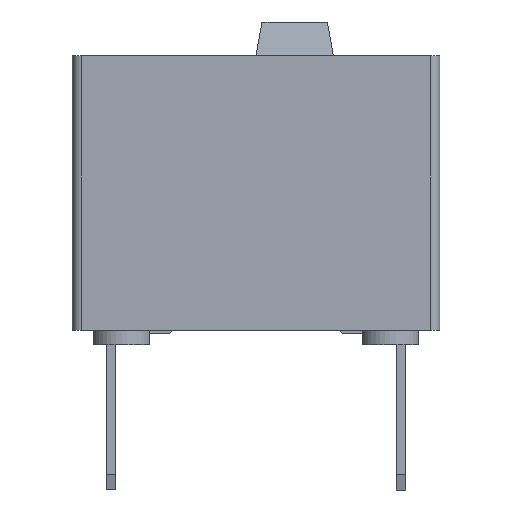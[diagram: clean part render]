
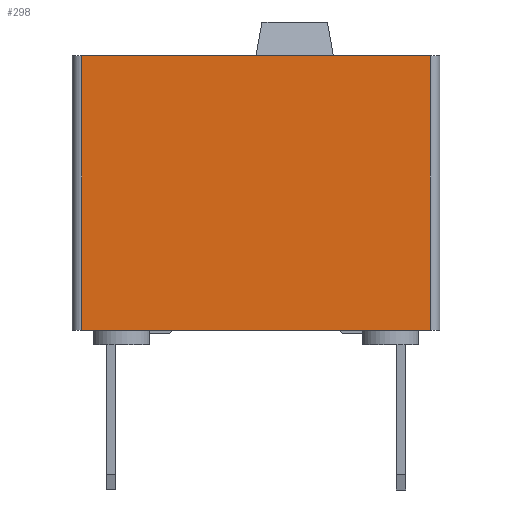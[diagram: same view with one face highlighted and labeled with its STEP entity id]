
A CAD part, left-side view. The second image highlights one B-rep face of the part: STEP entity #298.
In plain terms, the highlighted planar face has unit normal (-1, 0, 0).
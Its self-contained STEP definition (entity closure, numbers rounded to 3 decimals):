
#51 = EDGE_CURVE ( 'NONE', #6516, #4660, #7669, .T. ) ;
#144 = DIRECTION ( 'NONE',  ( 0., 0., 1. ) ) ;
#178 = ORIENTED_EDGE ( 'NONE', *, *, #7339, .T. ) ;
#298 = ADVANCED_FACE ( 'NONE', ( #5259 ), #8652, .T. ) ;
#343 = VERTEX_POINT ( 'NONE', #4140 ) ;
#368 = CARTESIAN_POINT ( 'NONE',  ( 0., -0.25, -7.219 ) ) ;
#417 = CARTESIAN_POINT ( 'NONE',  ( 0., -9.402, -7.219 ) ) ;
#1491 = VECTOR ( 'NONE', #1584, 1000. ) ;
#1584 = DIRECTION ( 'NONE',  ( 0., -1., 0. ) ) ;
#1665 = ORIENTED_EDGE ( 'NONE', *, *, #9239, .T. ) ;
#1673 = CARTESIAN_POINT ( 'NONE',  ( 0., -9.402, 0. ) ) ;
#2193 = EDGE_CURVE ( 'NONE', #6516, #5584, #10022, .T. ) ;
#2272 = VERTEX_POINT ( 'NONE', #3329 ) ;
#2412 = CARTESIAN_POINT ( 'NONE',  ( 0., -0.25, -7.219 ) ) ;
#2555 = AXIS2_PLACEMENT_3D ( 'NONE', #7827, #3655, #7878 ) ;
#2939 = ORIENTED_EDGE ( 'NONE', *, *, #9381, .T. ) ;
#3329 = CARTESIAN_POINT ( 'NONE',  ( 0., -8.357, -7.219 ) ) ;
#3500 = ORIENTED_EDGE ( 'NONE', *, *, #51, .F. ) ;
#3655 = DIRECTION ( 'NONE',  ( -1., 0., 0. ) ) ;
#3891 = DIRECTION ( 'NONE',  ( 0., -1., 0. ) ) ;
#3925 = EDGE_CURVE ( 'NONE', #4660, #5405, #9834, .T. ) ;
#4140 = CARTESIAN_POINT ( 'NONE',  ( 0., -9.402, -7.219 ) ) ;
#4660 = VERTEX_POINT ( 'NONE', #9452 ) ;
#4721 = DIRECTION ( 'NONE',  ( 0., -1., 0. ) ) ;
#4793 = VECTOR ( 'NONE', #6337, 1000. ) ;
#4944 = VECTOR ( 'NONE', #9545, 1000. ) ;
#5040 = EDGE_LOOP ( 'NONE', ( #7705, #3500, #5089, #178, #2939, #1665 ) ) ;
#5089 = ORIENTED_EDGE ( 'NONE', *, *, #2193, .T. ) ;
#5259 = FACE_OUTER_BOUND ( 'NONE', #5040, .T. ) ;
#5405 = VERTEX_POINT ( 'NONE', #1673 ) ;
#5584 = VERTEX_POINT ( 'NONE', #9213 ) ;
#5947 = CARTESIAN_POINT ( 'NONE',  ( 0., -0.25, -7.219 ) ) ;
#6337 = DIRECTION ( 'NONE',  ( 0., -1., 0. ) ) ;
#6516 = VERTEX_POINT ( 'NONE', #10740 ) ;
#7222 = LINE ( 'NONE', #368, #4793 ) ;
#7339 = EDGE_CURVE ( 'NONE', #5584, #2272, #7222, .T. ) ;
#7669 = LINE ( 'NONE', #5947, #9290 ) ;
#7705 = ORIENTED_EDGE ( 'NONE', *, *, #3925, .F. ) ;
#7827 = CARTESIAN_POINT ( 'NONE',  ( 0., -0.25, -7.219 ) ) ;
#7878 = DIRECTION ( 'NONE',  ( 0., -1., 0. ) ) ;
#8047 = CARTESIAN_POINT ( 'NONE',  ( 0., -0.25, -7.219 ) ) ;
#8652 = PLANE ( 'NONE',  #2555 ) ;
#9213 = CARTESIAN_POINT ( 'NONE',  ( 0., -1.295, -7.219 ) ) ;
#9239 = EDGE_CURVE ( 'NONE', #343, #5405, #9494, .T. ) ;
#9290 = VECTOR ( 'NONE', #144, 1000. ) ;
#9381 = EDGE_CURVE ( 'NONE', #2272, #343, #9946, .T. ) ;
#9452 = CARTESIAN_POINT ( 'NONE',  ( 0., -0.25, 0. ) ) ;
#9494 = LINE ( 'NONE', #417, #4944 ) ;
#9545 = DIRECTION ( 'NONE',  ( 0., 0., 1. ) ) ;
#9723 = CARTESIAN_POINT ( 'NONE',  ( 0., -0.25, 0. ) ) ;
#9834 = LINE ( 'NONE', #9723, #10804 ) ;
#9907 = VECTOR ( 'NONE', #4721, 1000. ) ;
#9946 = LINE ( 'NONE', #8047, #9907 ) ;
#10022 = LINE ( 'NONE', #2412, #1491 ) ;
#10740 = CARTESIAN_POINT ( 'NONE',  ( 0., -0.25, -7.219 ) ) ;
#10804 = VECTOR ( 'NONE', #3891, 1000. ) ;
